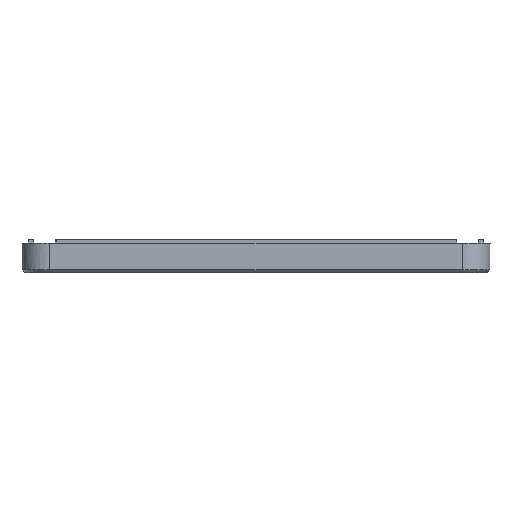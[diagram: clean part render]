
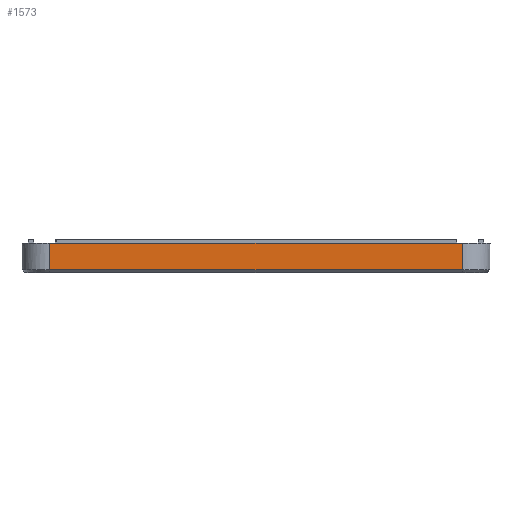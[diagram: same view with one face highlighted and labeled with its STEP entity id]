
A CAD part, front view. The second image highlights one B-rep face of the part: STEP entity #1573.
In plain terms, the highlighted free-form (B-spline) face has degree [1, 1] with [2, 2] control points.
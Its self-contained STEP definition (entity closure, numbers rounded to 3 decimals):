
#37=CARTESIAN_POINT('',(-112.27,-131.201,3.2));
#38=VERTEX_POINT('',#37);
#51=CARTESIAN_POINT('',(112.73,-131.201,3.2));
#52=VERTEX_POINT('',#51);
#58=CARTESIAN_POINT('',(112.73,-131.201,3.2));
#59=CARTESIAN_POINT('',(-112.27,-131.201,3.2));
#60=B_SPLINE_CURVE_WITH_KNOTS('',1,(#58,#59),.POLYLINE_FORM.,.F.,.U.,(2,2),(0.,1.),.UNSPECIFIED.);
#61=EDGE_CURVE('',#52,#38,#60,.T.);
#1546=CARTESIAN_POINT('',(127.73,-131.201,1.7));
#1547=CARTESIAN_POINT('',(127.73,-131.201,19.7));
#1548=CARTESIAN_POINT('',(-127.27,-131.201,1.7));
#1549=CARTESIAN_POINT('',(-127.27,-131.201,19.7));
#1550=B_SPLINE_SURFACE_WITH_KNOTS('',1,1,((#1546,#1547),(#1548,#1549)),.PLANE_SURF.,.F.,.F.,.U.,(2,2),(2,2),(0.,1.),(0.,1.),.UNSPECIFIED.);
#1551=ORIENTED_EDGE('',*,*,#61,.T.);
#1552=CARTESIAN_POINT('',(-112.27,-131.201,17.7));
#1553=VERTEX_POINT('',#1552);
#1554=CARTESIAN_POINT('',(-112.27,-131.201,3.2));
#1555=CARTESIAN_POINT('',(-112.27,-131.201,17.7));
#1556=B_SPLINE_CURVE_WITH_KNOTS('',1,(#1554,#1555),.POLYLINE_FORM.,.F.,.U.,(2,2),(0.,0.879),.UNSPECIFIED.);
#1557=EDGE_CURVE('',#38,#1553,#1556,.T.);
#1558=ORIENTED_EDGE('',*,*,#1557,.T.);
#1559=CARTESIAN_POINT('',(112.73,-131.201,17.7));
#1560=VERTEX_POINT('',#1559);
#1561=CARTESIAN_POINT('',(-112.27,-131.201,17.7));
#1562=CARTESIAN_POINT('',(112.73,-131.201,17.7));
#1563=B_SPLINE_CURVE_WITH_KNOTS('',1,(#1561,#1562),.POLYLINE_FORM.,.F.,.U.,(2,2),(0.,1.),.UNSPECIFIED.);
#1564=EDGE_CURVE('',#1553,#1560,#1563,.T.);
#1565=ORIENTED_EDGE('',*,*,#1564,.T.);
#1566=CARTESIAN_POINT('',(112.73,-131.201,3.2));
#1567=CARTESIAN_POINT('',(112.73,-131.201,17.7));
#1568=B_SPLINE_CURVE_WITH_KNOTS('',1,(#1566,#1567),.POLYLINE_FORM.,.F.,.U.,(2,2),(0.,0.879),.UNSPECIFIED.);
#1569=EDGE_CURVE('',#52,#1560,#1568,.T.);
#1570=ORIENTED_EDGE('',*,*,#1569,.F.);
#1571=EDGE_LOOP('',(#1551,#1558,#1565,#1570));
#1572=FACE_OUTER_BOUND('',#1571,.F.);
#1573=ADVANCED_FACE('',(#1572),#1550,.F.);
